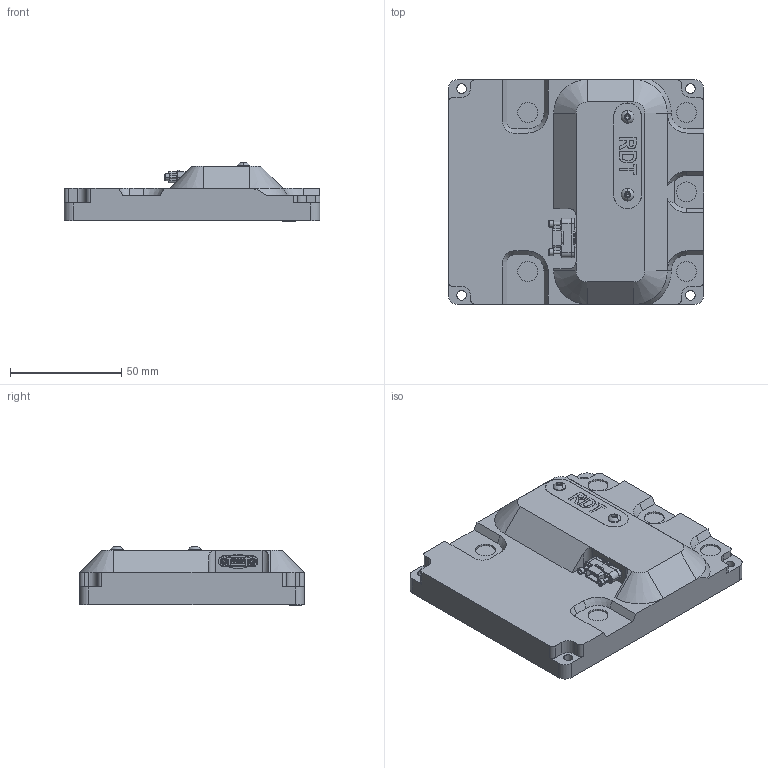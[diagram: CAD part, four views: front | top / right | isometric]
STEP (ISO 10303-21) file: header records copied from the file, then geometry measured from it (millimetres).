
FILE_DESCRIPTION (( 'STEP AP214' ), '1' );
FILE_NAME ('P-105-030-rev-A.STEP', '2021-05-28T10:01:00', ( '' ), ( '' ), 'SwSTEP 2.0', 'SolidWorks 2021', '' );
FILE_SCHEMA (( 'AUTOMOTIVE_DESIGN' ));
Length unit declared in the file: millimetre
Products named in the file (1): P-105-030-rev-A
Bounding box: 115 x 101 x 26.5 mm (x, y, z)
Surface area: 33679.3 mm2 (no closed solid volume)
Topology: 0 solids, 30 shells, 988 faces, 2415 edges, 1519 vertices
Faces by surface type: plane 467, cylinder 322, cone 159, bspline 20, torus 16, sphere 4
Entity records: 40711 total; most frequent: CARTESIAN_POINT 6570, DIRECTION 5042, ORIENTED_EDGE 4758, EDGE_CURVE 2391, AXIS2_PLACEMENT_3D 1820, VERTEX_POINT 1519, LINE 1402, VECTOR 1402
